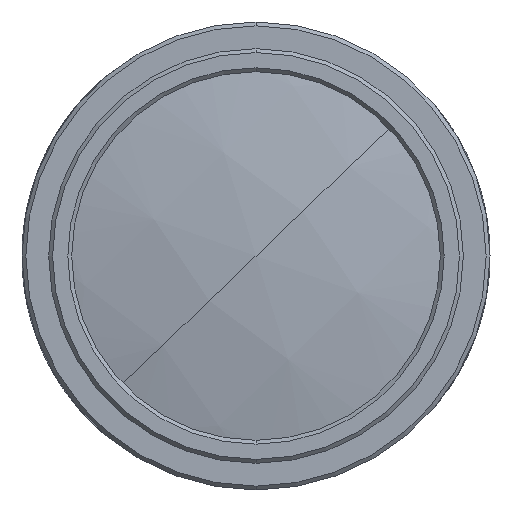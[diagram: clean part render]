
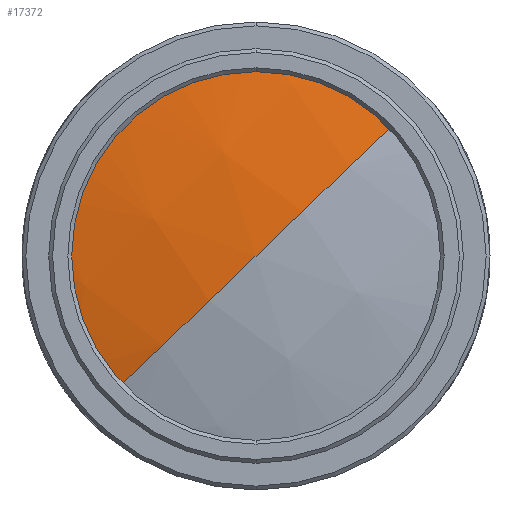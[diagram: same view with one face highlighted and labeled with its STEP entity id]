
A CAD part, left-side view. The second image highlights one B-rep face of the part: STEP entity #17372.
In plain terms, the highlighted spherical face has radius 57.68 mm.
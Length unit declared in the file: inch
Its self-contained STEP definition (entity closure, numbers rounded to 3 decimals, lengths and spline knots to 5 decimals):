
#559 = ORIENTED_EDGE ( 'NONE', *, *, #1657, .F. ) ;
#1379 = ORIENTED_EDGE ( 'NONE', *, *, #15765, .F. ) ;
#1487 = CARTESIAN_POINT ( 'NONE',  ( -0.70431, -0.38508, 0.60667 ) ) ;
#1657 = EDGE_CURVE ( 'NONE', #9271, #12878, #1957, .T. ) ;
#1900 = DIRECTION ( 'NONE',  ( 0., 0.692, 0.722 ) ) ;
#1957 = CIRCLE ( 'NONE', #4327, 2.27087 ) ;
#4327 = AXIS2_PLACEMENT_3D ( 'NONE', #5435, #11974, #6884 ) ;
#4969 = CARTESIAN_POINT ( 'NONE',  ( 1.51207, -0.02799, 0.26469 ) ) ;
#5435 = CARTESIAN_POINT ( 'NONE',  ( 1.51207, -0.02799, 0.26469 ) ) ;
#5574 = DIRECTION ( 'NONE',  ( 1., 0., 0. ) ) ;
#6325 = ORIENTED_EDGE ( 'NONE', *, *, #12637, .T. ) ;
#6884 = DIRECTION ( 'NONE',  ( 0., 0.722, -0.692 ) ) ;
#7688 = AXIS2_PLACEMENT_3D ( 'NONE', #7777, #17761, #9221 ) ;
#7777 = CARTESIAN_POINT ( 'NONE',  ( 1.51207, -0.02799, 0.26469 ) ) ;
#8089 = AXIS2_PLACEMENT_3D ( 'NONE', #4969, #1900, #15085 ) ;
#8463 = EDGE_LOOP ( 'NONE', ( #559, #6325, #1379 ) ) ;
#9221 = DIRECTION ( 'NONE',  ( 0., -0.722, 0.692 ) ) ;
#9271 = VERTEX_POINT ( 'NONE', #16411 ) ;
#10880 = VERTEX_POINT ( 'NONE', #1487 ) ;
#11320 = SPHERICAL_SURFACE ( 'NONE', #8089, 2.27087 ) ;
#11974 = DIRECTION ( 'NONE',  ( 0., -0.692, -0.722 ) ) ;
#12637 = EDGE_CURVE ( 'NONE', #9271, #10880, #16142, .T. ) ;
#12878 = VERTEX_POINT ( 'NONE', #13923 ) ;
#13923 = CARTESIAN_POINT ( 'NONE',  ( -0.70431, 0.3291, -0.07728 ) ) ;
#14228 = CARTESIAN_POINT ( 'NONE',  ( -0.70431, -0.02799, 0.26469 ) ) ;
#14946 = AXIS2_PLACEMENT_3D ( 'NONE', #14228, #5574, #15667 ) ;
#15085 = DIRECTION ( 'NONE',  ( 0., 0.722, -0.692 ) ) ;
#15216 = FACE_OUTER_BOUND ( 'NONE', #8463, .T. ) ;
#15667 = DIRECTION ( 'NONE',  ( 0., 0.722, -0.692 ) ) ;
#15765 = EDGE_CURVE ( 'NONE', #12878, #10880, #17155, .T. ) ;
#16142 = CIRCLE ( 'NONE', #7688, 2.27087 ) ;
#16411 = CARTESIAN_POINT ( 'NONE',  ( -0.75879, -0.02799, 0.26469 ) ) ;
#17155 = CIRCLE ( 'NONE', #14946, 0.49443 ) ;
#17372 = ADVANCED_FACE ( 'NONE', ( #15216 ), #11320, .T. ) ;
#17761 = DIRECTION ( 'NONE',  ( 0., 0.692, 0.722 ) ) ;
